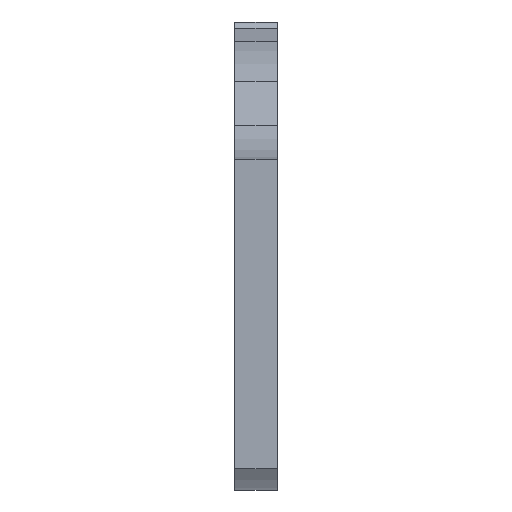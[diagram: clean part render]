
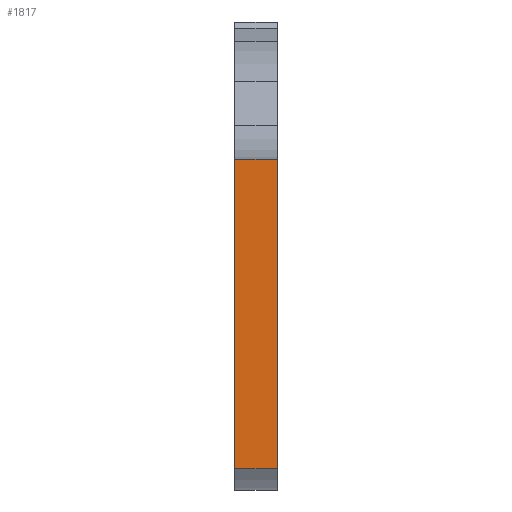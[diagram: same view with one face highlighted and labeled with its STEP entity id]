
A CAD part, left-side view. The second image highlights one B-rep face of the part: STEP entity #1817.
In plain terms, the highlighted planar face has unit normal (-1, 0, 0).
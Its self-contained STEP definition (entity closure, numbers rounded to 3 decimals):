
#213=FACE_OUTER_BOUND('',#304,.T.);
#304=EDGE_LOOP('',(#1359,#1360,#1361,#1362));
#454=LINE('',#2839,#631);
#455=LINE('',#2843,#632);
#456=LINE('',#2845,#633);
#457=LINE('',#2846,#634);
#631=VECTOR('',#2288,10.);
#632=VECTOR('',#2293,10.);
#633=VECTOR('',#2294,10.);
#634=VECTOR('',#2295,10.);
#813=VERTEX_POINT('',#2836);
#814=VERTEX_POINT('',#2838);
#815=VERTEX_POINT('',#2842);
#816=VERTEX_POINT('',#2844);
#1029=EDGE_CURVE('',#813,#814,#454,.T.);
#1031=EDGE_CURVE('',#815,#813,#455,.T.);
#1032=EDGE_CURVE('',#815,#816,#456,.T.);
#1033=EDGE_CURVE('',#816,#814,#457,.T.);
#1359=ORIENTED_EDGE('',*,*,#1031,.F.);
#1360=ORIENTED_EDGE('',*,*,#1032,.T.);
#1361=ORIENTED_EDGE('',*,*,#1033,.T.);
#1362=ORIENTED_EDGE('',*,*,#1029,.F.);
#1754=PLANE('',#1958);
#1817=ADVANCED_FACE('',(#213),#1754,.F.);
#1958=AXIS2_PLACEMENT_3D('',#2841,#2291,#2292);
#2288=DIRECTION('',(0.,1.,0.));
#2291=DIRECTION('center_axis',(1.,0.,0.));
#2292=DIRECTION('ref_axis',(0.,0.,-1.));
#2293=DIRECTION('',(0.,0.,-1.));
#2294=DIRECTION('',(0.,1.,0.));
#2295=DIRECTION('',(0.,0.,-1.));
#2836=CARTESIAN_POINT('',(-100.,0.,-40.));
#2838=CARTESIAN_POINT('',(-100.,10.,-40.));
#2839=CARTESIAN_POINT('',(-100.,0.,-40.));
#2841=CARTESIAN_POINT('Origin',(-100.,0.,32.));
#2842=CARTESIAN_POINT('',(-100.,0.,32.));
#2843=CARTESIAN_POINT('',(-100.,0.,-11.5));
#2844=CARTESIAN_POINT('',(-100.,10.,32.));
#2845=CARTESIAN_POINT('',(-100.,0.,32.));
#2846=CARTESIAN_POINT('',(-100.,10.,32.));
